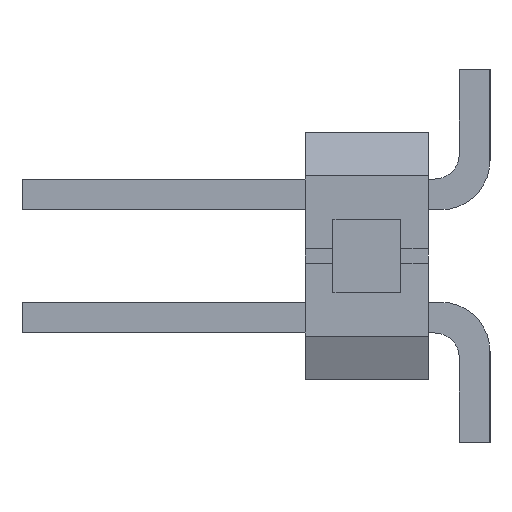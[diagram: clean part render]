
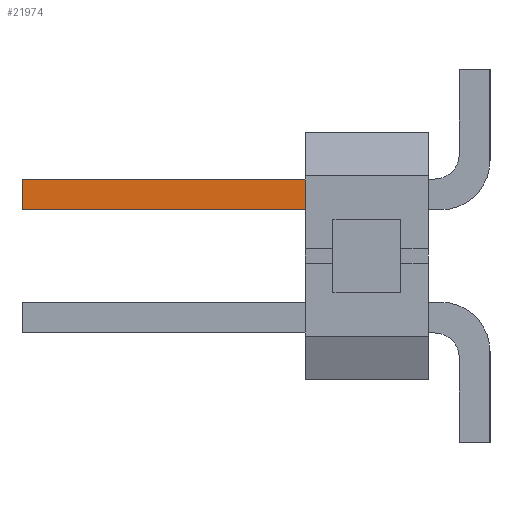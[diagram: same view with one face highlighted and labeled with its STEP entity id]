
A CAD part, left-side view. The second image highlights one B-rep face of the part: STEP entity #21974.
In plain terms, the highlighted planar face has unit normal (-1, 0, 0).
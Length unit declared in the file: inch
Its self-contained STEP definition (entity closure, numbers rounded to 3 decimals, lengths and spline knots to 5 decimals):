
#4444=ORIENTED_EDGE('',*,*,#8672,.F.);
#4445=ORIENTED_EDGE('',*,*,#8614,.T.);
#4446=ORIENTED_EDGE('',*,*,#8704,.F.);
#4447=ORIENTED_EDGE('',*,*,#8688,.F.);
#8614=EDGE_CURVE('',#11178,#11177,#13914,.T.);
#8672=EDGE_CURVE('',#11178,#11184,#13972,.T.);
#8688=EDGE_CURVE('',#11184,#11186,#13988,.T.);
#8704=EDGE_CURVE('',#11186,#11177,#14004,.T.);
#11177=VERTEX_POINT('',#33083);
#11178=VERTEX_POINT('',#33085);
#11184=VERTEX_POINT('',#33174);
#11186=VERTEX_POINT('',#33206);
#13914=LINE('',#33084,#16982);
#13972=LINE('',#33173,#17040);
#13988=LINE('',#33205,#17056);
#14004=LINE('',#33237,#17072);
#16982=VECTOR('',#26831,39.37008);
#17040=VECTOR('',#26939,39.37008);
#17056=VECTOR('',#26983,39.37008);
#17072=VECTOR('',#27027,39.37008);
#18776=EDGE_LOOP('',(#4444,#4445,#4446,#4447));
#19898=FACE_BOUND('',#18776,.T.);
#20964=PLANE('',#23079);
#21974=ADVANCED_FACE('',(#19898),#20964,.F.);
#23079=AXIS2_PLACEMENT_3D('',#33333,#27175,#27176);
#26831=DIRECTION('',(0.,0.,1.));
#26939=DIRECTION('',(0.,1.,0.));
#26983=DIRECTION('',(0.,0.,1.));
#27027=DIRECTION('',(0.,-1.,0.));
#27175=DIRECTION('',(1.,0.,0.));
#27176=DIRECTION('',(0.,0.,-1.));
#33083=CARTESIAN_POINT('',(-0.6625,0.105,0.0125));
#33084=CARTESIAN_POINT('',(-0.6625,0.105,0.0275));
#33085=CARTESIAN_POINT('',(-0.6625,0.105,-0.0125));
#33173=CARTESIAN_POINT('',(-0.6625,0.04,-0.0125));
#33174=CARTESIAN_POINT('',(-0.6625,0.38,-0.0125));
#33205=CARTESIAN_POINT('',(-0.6625,0.38,-0.0125));
#33206=CARTESIAN_POINT('',(-0.6625,0.38,0.0125));
#33237=CARTESIAN_POINT('',(-0.6625,0.38,0.0125));
#33333=CARTESIAN_POINT('',(-0.6625,0.04,0.0275));
